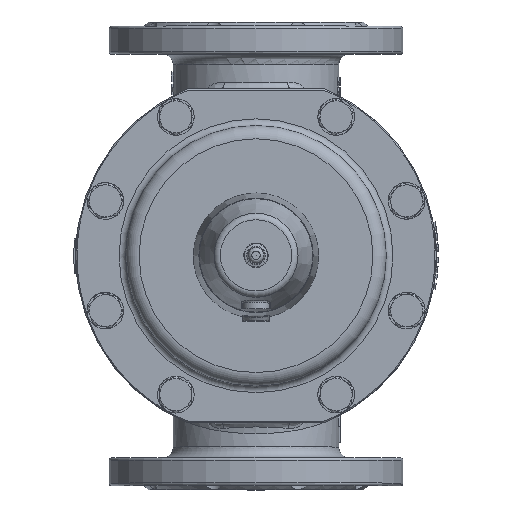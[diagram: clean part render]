
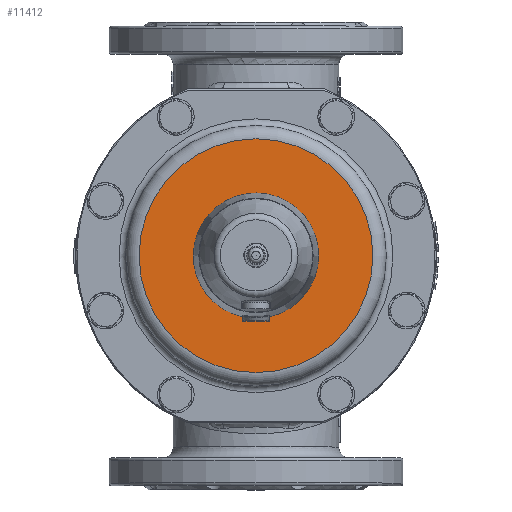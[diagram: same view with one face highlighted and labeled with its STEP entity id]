
A CAD part, top view. The second image highlights one B-rep face of the part: STEP entity #11412.
In plain terms, the highlighted planar face has unit normal (0, 0, 1).
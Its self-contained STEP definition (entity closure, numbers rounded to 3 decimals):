
#1159=FACE_BOUND('',#2411,.T.);
#1627=FACE_OUTER_BOUND('',#2410,.T.);
#2410=EDGE_LOOP('',(#8334));
#2411=EDGE_LOOP('',(#8335));
#4251=CIRCLE('',#12325,33.5);
#4253=CIRCLE('',#12329,87.5);
#4820=VERTEX_POINT('',#16841);
#4822=VERTEX_POINT('',#16847);
#6127=EDGE_CURVE('',#4820,#4820,#4251,.T.);
#6129=EDGE_CURVE('',#4822,#4822,#4253,.T.);
#8334=ORIENTED_EDGE('',*,*,#6129,.F.);
#8335=ORIENTED_EDGE('',*,*,#6127,.T.);
#11040=PLANE('',#12328);
#11412=ADVANCED_FACE('',(#1627,#1159),#11040,.T.);
#12325=AXIS2_PLACEMENT_3D('',#16842,#13860,#13861);
#12328=AXIS2_PLACEMENT_3D('',#16846,#13866,#13867);
#12329=AXIS2_PLACEMENT_3D('',#16848,#13868,#13869);
#13860=DIRECTION('center_axis',(0.,0.,-1.));
#13861=DIRECTION('ref_axis',(-1.,0.,0.));
#13866=DIRECTION('center_axis',(0.,0.,1.));
#13867=DIRECTION('ref_axis',(0.,-1.,0.));
#13868=DIRECTION('center_axis',(0.,0.,-1.));
#13869=DIRECTION('ref_axis',(0.,-1.,0.));
#16841=CARTESIAN_POINT('',(33.5,0.,127.));
#16842=CARTESIAN_POINT('Origin',(0.,0.,127.));
#16846=CARTESIAN_POINT('Origin',(0.,87.5,127.));
#16847=CARTESIAN_POINT('',(0.,87.5,127.));
#16848=CARTESIAN_POINT('Origin',(0.,0.,127.));
